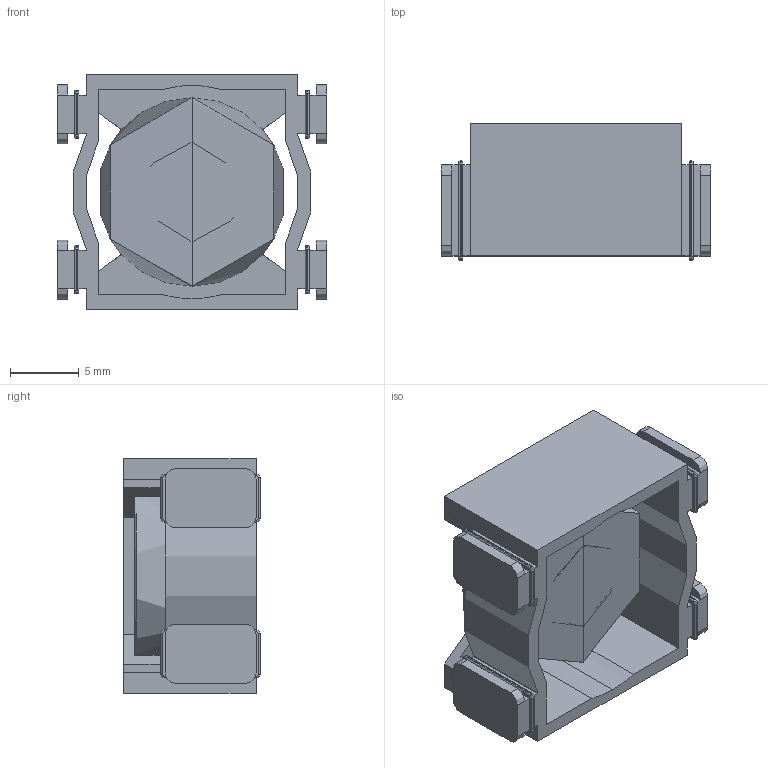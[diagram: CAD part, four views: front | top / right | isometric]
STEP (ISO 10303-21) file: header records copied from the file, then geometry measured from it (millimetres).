
FILE_DESCRIPTION (( 'STEP AP214' ), '1' );
FILE_NAME ('Coilcraft-CG3528-AL.STEP', '2019-02-23T07:57:38', ( '' ), ( '' ), 'SwSTEP 2.0', 'SolidWorks 2019', '' );
FILE_SCHEMA (( 'AUTOMOTIVE_DESIGN' ));
Length unit declared in the file: millimetre
Products named in the file (1): Coilcraft-CG3528-AL
Bounding box: 19.56 x 9.91 x 17.02 mm (x, y, z)
Topology: 0 solids, 2 shells, 621 faces, 1522 edges, 934 vertices
Faces by surface type: bspline 344, plane 202, cylinder 75
Entity records: 27717 total; most frequent: CARTESIAN_POINT 12958, ORIENTED_EDGE 3045, DIRECTION 1583, EDGE_CURVE 1523, VERTEX_POINT 935, LINE 711, VECTOR 711, EDGE_LOOP 655
